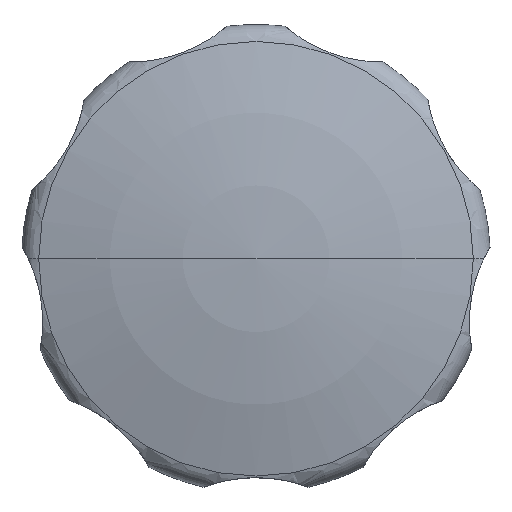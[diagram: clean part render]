
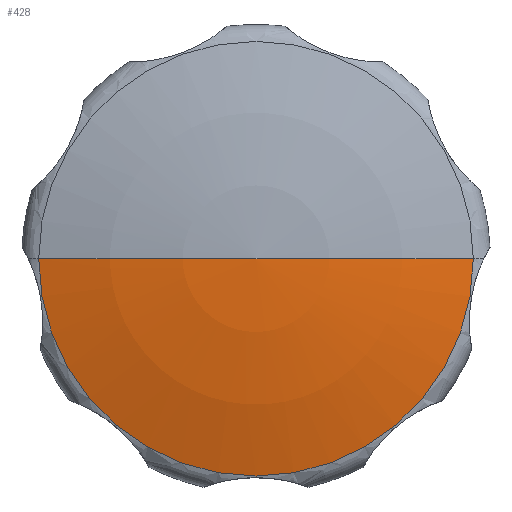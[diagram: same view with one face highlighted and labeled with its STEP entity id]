
A CAD part, top view. The second image highlights one B-rep face of the part: STEP entity #428.
In plain terms, the highlighted spherical face has radius 67.309 mm.
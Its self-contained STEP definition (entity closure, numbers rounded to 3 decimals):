
#270=EDGE_CURVE('',#446,#460,#679,.T.);
#288=EDGE_CURVE('',#434,#446,#698,.T.);
#372=EDGE_CURVE('',#434,#460,#792,.T.);
#428=ADVANCED_FACE('',(#850),#851,.T.);
#434=VERTEX_POINT('',#857);
#446=VERTEX_POINT('',#870);
#460=VERTEX_POINT('',#885);
#679=CIRCLE('',#1175,67.309);
#698=CIRCLE('',#1201,67.309);
#792=CIRCLE('',#1407,18.551);
#850=FACE_OUTER_BOUND('',#1617,.T.);
#851=SPHERICAL_SURFACE('',#1618,67.309);
#857=CARTESIAN_POINT('',(-18.551,0.,47.393));
#870=CARTESIAN_POINT('',(0.,0.,50.0));
#885=CARTESIAN_POINT('',(18.551,0.,47.393));
#1175=AXIS2_PLACEMENT_3D('',#2295,#2296,#2297);
#1201=AXIS2_PLACEMENT_3D('',#2319,#2320,#2321);
#1407=AXIS2_PLACEMENT_3D('',#2448,#2449,#2450);
#1617=EDGE_LOOP('',(#2500,#2501,#2502));
#1618=AXIS2_PLACEMENT_3D('',#2503,#2504,#2505);
#2295=CARTESIAN_POINT('',(0.,0.,-17.309));
#2296=DIRECTION('',(0.,1.0,0.));
#2297=DIRECTION('',(0.0,0.,-1.0));
#2319=CARTESIAN_POINT('',(0.,0.,-17.309));
#2320=DIRECTION('',(0.,1.0,0.));
#2321=DIRECTION('',(0.0,0.,-1.0));
#2448=CARTESIAN_POINT('',(0.,0.,47.393));
#2449=DIRECTION('',(0.,0.,1.0));
#2450=DIRECTION('',(-1.0,0.,0.));
#2500=ORIENTED_EDGE('',*,*,#288,.F.);
#2501=ORIENTED_EDGE('',*,*,#372,.T.);
#2502=ORIENTED_EDGE('',*,*,#270,.F.);
#2503=CARTESIAN_POINT('',(0.,0.,-17.309));
#2504=DIRECTION('',(0.,0.,1.0));
#2505=DIRECTION('',(-1.0,0.,0.0));
